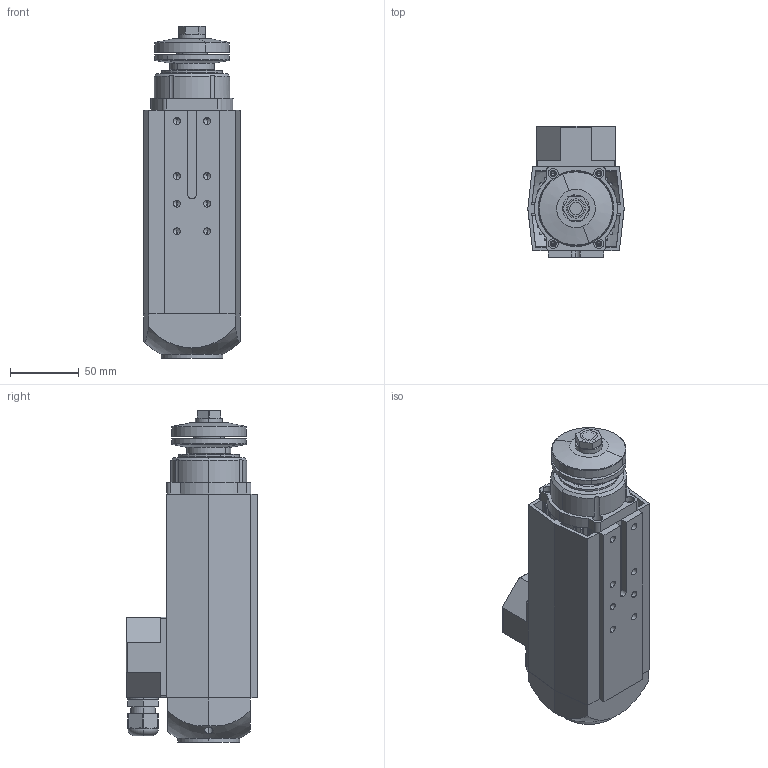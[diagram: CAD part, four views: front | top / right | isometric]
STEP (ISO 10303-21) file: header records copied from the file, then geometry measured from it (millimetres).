
FILE_DESCRIPTION (( 'STEP AP203' ), '1' );
FILE_NAME ('GDF35-12Z-0.75B.STEP', '2021-11-05T02:44:37', ( 'Sky123.Org' ), ( 'Sky123.Org' ), 'SwSTEP 2.0', 'SolidWorks 2018', '' );
FILE_SCHEMA (( 'CONFIG_CONTROL_DESIGN' ));
Length unit declared in the file: millimetre
Products named in the file (11): 萇擢芛; fengzhao; GDF35-12Z-0.75B; duangai; 粣; mifenggai; 嘐隅楊擘; ヶ楊擘; luomu; huijiehe; 0.75jike
Assembly tree (10 placements, depth 2):
  GDF35-12Z-0.75B
    0.75jike
    fengzhao
    duangai
    粣
    mifenggai
    嘐隅楊擘
    ヶ楊擘
    luomu
    huijiehe
    萇擢芛
Bounding box: 70 x 95.5 x 241 mm (x, y, z)
Volume: 454491.6 mm3; surface area: 185945.3 mm2
Topology: 10 solids, 10 shells, 562 faces, 1503 edges, 935 vertices
Faces by surface type: plane 252, cylinder 207, cone 70, bspline 12, sphere 11, torus 10
Entity records: 19236 total; most frequent: CARTESIAN_POINT 3757, DIRECTION 3105, ORIENTED_EDGE 2918, EDGE_CURVE 1459, AXIS2_PLACEMENT_3D 1119, VERTEX_POINT 935, LINE 867, VECTOR 867
